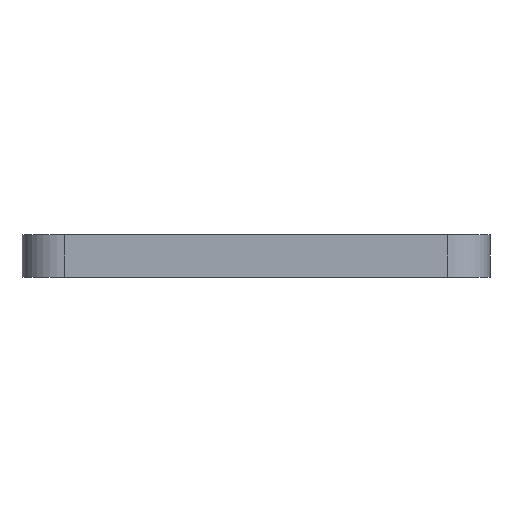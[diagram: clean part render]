
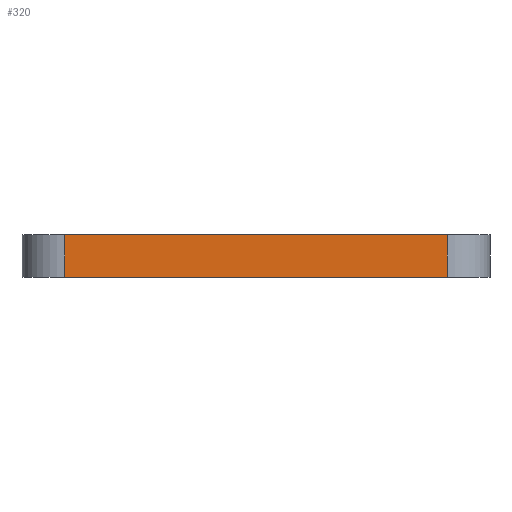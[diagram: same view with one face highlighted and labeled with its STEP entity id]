
A CAD part, left-side view. The second image highlights one B-rep face of the part: STEP entity #320.
In plain terms, the highlighted planar face has unit normal (-1, 0, 0).
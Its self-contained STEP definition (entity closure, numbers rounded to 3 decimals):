
#57 = ORIENTED_EDGE ( 'NONE', *, *, #517, .F. ) ;
#124 = CARTESIAN_POINT ( 'NONE',  ( -91.344, 9.144, 6.35 ) ) ;
#156 = VECTOR ( 'NONE', #1344, 1000. ) ;
#219 = ORIENTED_EDGE ( 'NONE', *, *, #895, .T. ) ;
#234 = CARTESIAN_POINT ( 'NONE',  ( -91.344, 0., 0. ) ) ;
#320 = ADVANCED_FACE ( 'NONE', ( #930 ), #947, .F. ) ;
#340 = LINE ( 'NONE', #124, #156 ) ;
#358 = DIRECTION ( 'NONE',  ( 0., -1., 0. ) ) ;
#388 = DIRECTION ( 'NONE',  ( 0., 1., 0. ) ) ;
#411 = VERTEX_POINT ( 'NONE', #641 ) ;
#460 = LINE ( 'NONE', #234, #1152 ) ;
#475 = AXIS2_PLACEMENT_3D ( 'NONE', #1372, #1381, #388 ) ;
#517 = EDGE_CURVE ( 'NONE', #949, #1163, #1079, .T. ) ;
#543 = EDGE_CURVE ( 'NONE', #949, #411, #792, .T. ) ;
#560 = CARTESIAN_POINT ( 'NONE',  ( -91.344, 0., 6.35 ) ) ;
#593 = CARTESIAN_POINT ( 'NONE',  ( -91.344, 9.144, 0. ) ) ;
#596 = VECTOR ( 'NONE', #358, 1000. ) ;
#641 = CARTESIAN_POINT ( 'NONE',  ( -91.344, 65.994, 0. ) ) ;
#671 = DIRECTION ( 'NONE',  ( 0., -1., 0. ) ) ;
#701 = DIRECTION ( 'NONE',  ( 0., 0., -1. ) ) ;
#718 = ORIENTED_EDGE ( 'NONE', *, *, #910, .T. ) ;
#792 = LINE ( 'NONE', #1238, #1155 ) ;
#895 = EDGE_CURVE ( 'NONE', #1338, #1163, #340, .T. ) ;
#910 = EDGE_CURVE ( 'NONE', #411, #1338, #460, .T. ) ;
#930 = FACE_OUTER_BOUND ( 'NONE', #1016, .T. ) ;
#947 = PLANE ( 'NONE',  #475 ) ;
#949 = VERTEX_POINT ( 'NONE', #1374 ) ;
#1016 = EDGE_LOOP ( 'NONE', ( #57, #1326, #718, #219 ) ) ;
#1079 = LINE ( 'NONE', #560, #596 ) ;
#1152 = VECTOR ( 'NONE', #671, 1000. ) ;
#1155 = VECTOR ( 'NONE', #701, 1000. ) ;
#1163 = VERTEX_POINT ( 'NONE', #1254 ) ;
#1238 = CARTESIAN_POINT ( 'NONE',  ( -91.344, 65.994, 0. ) ) ;
#1254 = CARTESIAN_POINT ( 'NONE',  ( -91.344, 9.144, 6.35 ) ) ;
#1326 = ORIENTED_EDGE ( 'NONE', *, *, #543, .T. ) ;
#1338 = VERTEX_POINT ( 'NONE', #593 ) ;
#1344 = DIRECTION ( 'NONE',  ( 0., 0., 1. ) ) ;
#1372 = CARTESIAN_POINT ( 'NONE',  ( -91.344, 0., 6.35 ) ) ;
#1374 = CARTESIAN_POINT ( 'NONE',  ( -91.344, 65.994, 6.35 ) ) ;
#1381 = DIRECTION ( 'NONE',  ( 1., 0., 0. ) ) ;
